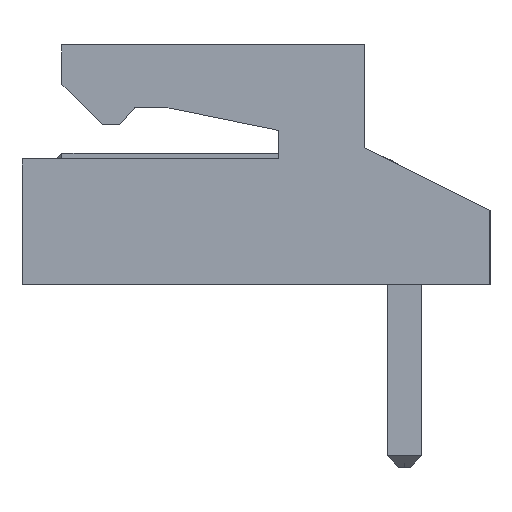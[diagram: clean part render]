
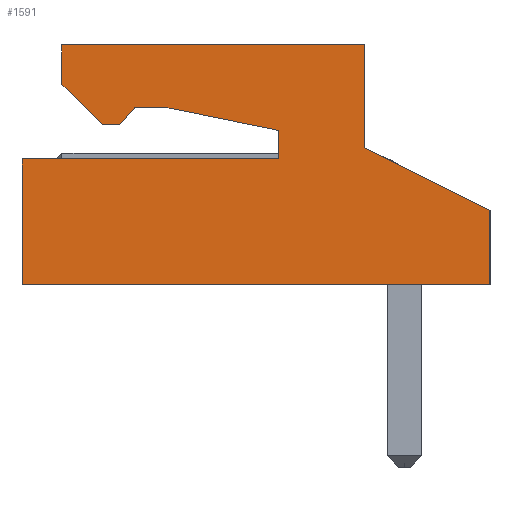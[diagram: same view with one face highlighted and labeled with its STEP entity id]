
A CAD part, left-side view. The second image highlights one B-rep face of the part: STEP entity #1591.
In plain terms, the highlighted face is planar.
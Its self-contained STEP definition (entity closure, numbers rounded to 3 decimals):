
#343 = VERTEX_POINT ( 'NONE', #9909 ) ;
#749 = CARTESIAN_POINT ( 'NONE',  ( 2.5, 2.4, 0.7 ) ) ;
#793 = CARTESIAN_POINT ( 'NONE',  ( 2.5, 4.2, 6. ) ) ;
#949 = LINE ( 'NONE', #2714, #14008 ) ;
#991 = DIRECTION ( 'NONE',  ( -1., 0., 0. ) ) ;
#1031 = LINE ( 'NONE', #10991, #17993 ) ;
#1082 = CARTESIAN_POINT ( 'NONE',  ( 2.5, 2.2, 2.2 ) ) ;
#1108 = DIRECTION ( 'NONE',  ( 0., 1., 0. ) ) ;
#1144 = DIRECTION ( 'NONE',  ( 0., 0.2, 0.98 ) ) ;
#1158 = AXIS2_PLACEMENT_3D ( 'NONE', #1170, #991, #18054 ) ;
#1170 = CARTESIAN_POINT ( 'NONE',  ( 2.5, 0., 6.7 ) ) ;
#1364 = FACE_OUTER_BOUND ( 'NONE', #6846, .T. ) ;
#1474 = CARTESIAN_POINT ( 'NONE',  ( 2.5, 0., -1.5 ) ) ;
#1529 = CARTESIAN_POINT ( 'NONE',  ( 2.5, 4.2, 6. ) ) ;
#1591 = ADVANCED_FACE ( 'NONE', ( #1364 ), #8062, .F. ) ;
#1681 = LINE ( 'NONE', #16038, #10097 ) ;
#1967 = VECTOR ( 'NONE', #10417, 1000. ) ;
#2302 = VERTEX_POINT ( 'NONE', #1529 ) ;
#2427 = EDGE_CURVE ( 'NONE', #343, #7371, #15998, .T. ) ;
#2563 = VERTEX_POINT ( 'NONE', #2730 ) ;
#2714 = CARTESIAN_POINT ( 'NONE',  ( 2.5, 4.2, 6.7 ) ) ;
#2730 = CARTESIAN_POINT ( 'NONE',  ( 2.5, 3.1, 4.16 ) ) ;
#2777 = LINE ( 'NONE', #11262, #12031 ) ;
#2987 = EDGE_CURVE ( 'NONE', #2563, #8186, #1681, .T. ) ;
#3053 = VECTOR ( 'NONE', #1144, 1000. ) ;
#3252 = LINE ( 'NONE', #4752, #1967 ) ;
#3334 = ORIENTED_EDGE ( 'NONE', *, *, #17746, .F. ) ;
#3702 = DIRECTION ( 'NONE',  ( 0., 1., 0. ) ) ;
#3855 = ORIENTED_EDGE ( 'NONE', *, *, #14433, .F. ) ;
#3893 = DIRECTION ( 'NONE',  ( 0., -0.447, -0.894 ) ) ;
#4381 = CARTESIAN_POINT ( 'NONE',  ( 2.5, 4.2, 0.7 ) ) ;
#4752 = CARTESIAN_POINT ( 'NONE',  ( 2.5, 2.2, 2.2 ) ) ;
#4810 = VERTEX_POINT ( 'NONE', #14660 ) ;
#4849 = EDGE_CURVE ( 'NONE', #2302, #9095, #949, .T. ) ;
#4863 = DIRECTION ( 'NONE',  ( 0., 0., 1. ) ) ;
#4905 = LINE ( 'NONE', #12066, #8903 ) ;
#5262 = DIRECTION ( 'NONE',  ( 0., -0.75, 0.661 ) ) ;
#5374 = CARTESIAN_POINT ( 'NONE',  ( 2.5, 2.7, 2.2 ) ) ;
#5599 = ORIENTED_EDGE ( 'NONE', *, *, #11450, .F. ) ;
#5626 = CARTESIAN_POINT ( 'NONE',  ( 2.5, 2.8, 4.986 ) ) ;
#5763 = CARTESIAN_POINT ( 'NONE',  ( 2.5, 0., 6.7 ) ) ;
#5943 = VERTEX_POINT ( 'NONE', #5374 ) ;
#6240 = CARTESIAN_POINT ( 'NONE',  ( 2.5, 1.3, -1.5 ) ) ;
#6357 = DIRECTION ( 'NONE',  ( 0., 0., -1. ) ) ;
#6706 = CARTESIAN_POINT ( 'NONE',  ( 2.5, 0., 0.7 ) ) ;
#6846 = EDGE_LOOP ( 'NONE', ( #6969, #17760, #15843, #14707, #14998, #14906, #5599, #3334, #11259, #3855, #10625, #13939, #17383, #17959 ) ) ;
#6969 = ORIENTED_EDGE ( 'NONE', *, *, #4849, .F. ) ;
#7275 = VERTEX_POINT ( 'NONE', #749 ) ;
#7371 = VERTEX_POINT ( 'NONE', #1474 ) ;
#7727 = CARTESIAN_POINT ( 'NONE',  ( 2.5, 1.3, -1.5 ) ) ;
#7739 = VECTOR ( 'NONE', #8092, 1000. ) ;
#7755 = DIRECTION ( 'NONE',  ( 0., 0., 1. ) ) ;
#8062 = PLANE ( 'NONE',  #1158 ) ;
#8092 = DIRECTION ( 'NONE',  ( 0., 0.7, 0.714 ) ) ;
#8186 = VERTEX_POINT ( 'NONE', #14177 ) ;
#8220 = LINE ( 'NONE', #13902, #3053 ) ;
#8490 = LINE ( 'NONE', #9717, #16791 ) ;
#8903 = VECTOR ( 'NONE', #7755, 1000. ) ;
#8987 = VERTEX_POINT ( 'NONE', #5626 ) ;
#9095 = VERTEX_POINT ( 'NONE', #4381 ) ;
#9390 = LINE ( 'NONE', #6706, #10867 ) ;
#9717 = CARTESIAN_POINT ( 'NONE',  ( 2.5, 2.8, 4.986 ) ) ;
#9909 = CARTESIAN_POINT ( 'NONE',  ( 2.5, 0., 6.7 ) ) ;
#10097 = VECTOR ( 'NONE', #4863, 1000. ) ;
#10263 = CARTESIAN_POINT ( 'NONE',  ( 2.5, 2.2, 6.7 ) ) ;
#10417 = DIRECTION ( 'NONE',  ( 0., 1., 0. ) ) ;
#10441 = LINE ( 'NONE', #17895, #11095 ) ;
#10625 = ORIENTED_EDGE ( 'NONE', *, *, #2427, .T. ) ;
#10669 = EDGE_CURVE ( 'NONE', #13248, #18245, #10441, .T. ) ;
#10867 = VECTOR ( 'NONE', #3702, 1000. ) ;
#10974 = EDGE_CURVE ( 'NONE', #17527, #7371, #11823, .T. ) ;
#10991 = CARTESIAN_POINT ( 'NONE',  ( 2.5, 2.4, 0.7 ) ) ;
#11095 = VECTOR ( 'NONE', #6357, 1000. ) ;
#11259 = ORIENTED_EDGE ( 'NONE', *, *, #10669, .F. ) ;
#11262 = CARTESIAN_POINT ( 'NONE',  ( 2.5, 0., 6.7 ) ) ;
#11450 = EDGE_CURVE ( 'NONE', #5943, #2563, #8220, .T. ) ;
#11688 = VECTOR ( 'NONE', #11906, 1000. ) ;
#11823 = LINE ( 'NONE', #6240, #11688 ) ;
#11906 = DIRECTION ( 'NONE',  ( 0., -1., 0. ) ) ;
#11915 = EDGE_CURVE ( 'NONE', #8987, #4810, #4905, .T. ) ;
#12031 = VECTOR ( 'NONE', #1108, 1000. ) ;
#12066 = CARTESIAN_POINT ( 'NONE',  ( 2.5, 2.8, 5.286 ) ) ;
#12737 = EDGE_CURVE ( 'NONE', #4810, #17703, #16036, .T. ) ;
#12949 = CARTESIAN_POINT ( 'NONE',  ( 2.5, 3.5, 6. ) ) ;
#13090 = VECTOR ( 'NONE', #14574, 1000. ) ;
#13248 = VERTEX_POINT ( 'NONE', #10263 ) ;
#13355 = DIRECTION ( 'NONE',  ( 0., 1., 0. ) ) ;
#13902 = CARTESIAN_POINT ( 'NONE',  ( 2.5, 2.7, 2.2 ) ) ;
#13939 = ORIENTED_EDGE ( 'NONE', *, *, #10974, .F. ) ;
#14008 = VECTOR ( 'NONE', #15412, 1000. ) ;
#14079 = VECTOR ( 'NONE', #13355, 1000. ) ;
#14177 = CARTESIAN_POINT ( 'NONE',  ( 2.5, 3.1, 4.721 ) ) ;
#14433 = EDGE_CURVE ( 'NONE', #343, #13248, #2777, .T. ) ;
#14574 = DIRECTION ( 'NONE',  ( 0., 0., -1. ) ) ;
#14624 = CARTESIAN_POINT ( 'NONE',  ( 2.5, 3.5, 6. ) ) ;
#14660 = CARTESIAN_POINT ( 'NONE',  ( 2.5, 2.8, 5.286 ) ) ;
#14707 = ORIENTED_EDGE ( 'NONE', *, *, #11915, .F. ) ;
#14906 = ORIENTED_EDGE ( 'NONE', *, *, #2987, .F. ) ;
#14998 = ORIENTED_EDGE ( 'NONE', *, *, #16459, .F. ) ;
#15412 = DIRECTION ( 'NONE',  ( 0., 0., -1. ) ) ;
#15843 = ORIENTED_EDGE ( 'NONE', *, *, #12737, .F. ) ;
#15998 = LINE ( 'NONE', #5763, #13090 ) ;
#16036 = LINE ( 'NONE', #14624, #7739 ) ;
#16038 = CARTESIAN_POINT ( 'NONE',  ( 2.5, 3.1, 4.721 ) ) ;
#16062 = EDGE_CURVE ( 'NONE', #17703, #2302, #16442, .T. ) ;
#16442 = LINE ( 'NONE', #793, #14079 ) ;
#16459 = EDGE_CURVE ( 'NONE', #8186, #8987, #8490, .T. ) ;
#16709 = EDGE_CURVE ( 'NONE', #7275, #17527, #1031, .T. ) ;
#16791 = VECTOR ( 'NONE', #5262, 1000. ) ;
#17006 = EDGE_CURVE ( 'NONE', #7275, #9095, #9390, .T. ) ;
#17383 = ORIENTED_EDGE ( 'NONE', *, *, #16709, .F. ) ;
#17527 = VERTEX_POINT ( 'NONE', #7727 ) ;
#17703 = VERTEX_POINT ( 'NONE', #12949 ) ;
#17746 = EDGE_CURVE ( 'NONE', #18245, #5943, #3252, .T. ) ;
#17760 = ORIENTED_EDGE ( 'NONE', *, *, #16062, .F. ) ;
#17895 = CARTESIAN_POINT ( 'NONE',  ( 2.5, 2.2, 6.7 ) ) ;
#17959 = ORIENTED_EDGE ( 'NONE', *, *, #17006, .T. ) ;
#17993 = VECTOR ( 'NONE', #3893, 1000. ) ;
#18054 = DIRECTION ( 'NONE',  ( 0., -1., 0. ) ) ;
#18245 = VERTEX_POINT ( 'NONE', #1082 ) ;
